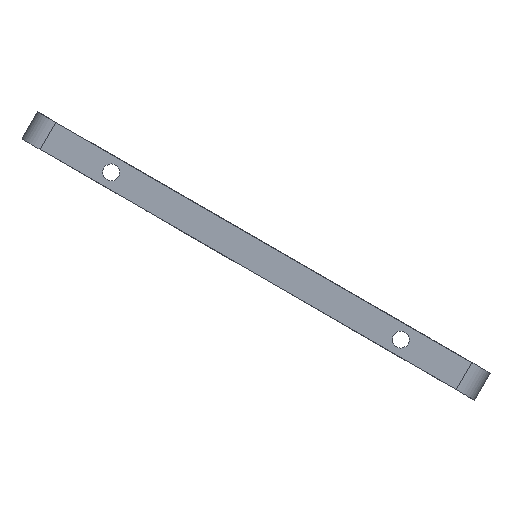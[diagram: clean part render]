
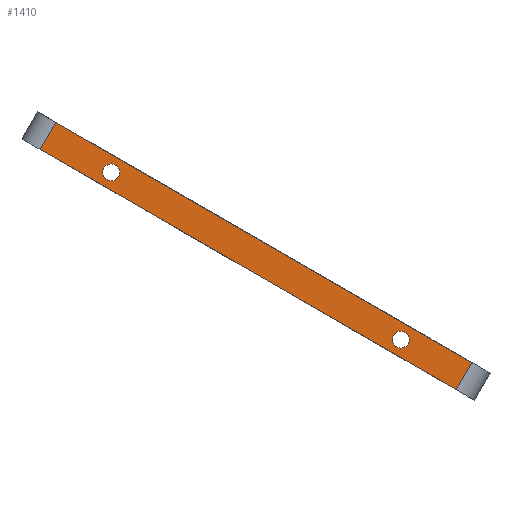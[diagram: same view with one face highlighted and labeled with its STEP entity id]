
A CAD part, front view. The second image highlights one B-rep face of the part: STEP entity #1410.
In plain terms, the highlighted planar face has unit normal (0, -1, 0).
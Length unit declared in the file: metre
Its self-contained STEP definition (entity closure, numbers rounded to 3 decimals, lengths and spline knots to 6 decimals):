
#53=LINE('',#2069,#217);
#72=LINE('',#2118,#236);
#94=LINE('',#2177,#258);
#95=LINE('',#2178,#259);
#217=VECTOR('',#1661,1.);
#236=VECTOR('',#1694,1.);
#258=VECTOR('',#1736,1.);
#259=VECTOR('',#1737,1.);
#343=PLANE('',#1517);
#509=ORIENTED_EDGE('',*,*,#837,.F.);
#510=ORIENTED_EDGE('',*,*,#890,.T.);
#511=ORIENTED_EDGE('',*,*,#861,.T.);
#512=ORIENTED_EDGE('',*,*,#891,.T.);
#513=ORIENTED_EDGE('',*,*,#892,.F.);
#514=ORIENTED_EDGE('',*,*,#885,.T.);
#837=EDGE_CURVE('',#1031,#1032,#53,.T.);
#861=EDGE_CURVE('',#1055,#1056,#72,.T.);
#885=EDGE_CURVE('',#1079,#1079,#1135,.T.);
#890=EDGE_CURVE('',#1031,#1055,#94,.F.);
#891=EDGE_CURVE('',#1056,#1032,#95,.T.);
#892=EDGE_CURVE('',#1082,#1082,#1138,.F.);
#1031=VERTEX_POINT('',#2068);
#1032=VERTEX_POINT('',#2070);
#1055=VERTEX_POINT('',#2119);
#1056=VERTEX_POINT('',#2120);
#1079=VERTEX_POINT('',#2168);
#1082=VERTEX_POINT('',#2180);
#1135=CIRCLE('',#1513,0.001625);
#1138=CIRCLE('',#1518,0.001625);
#1184=EDGE_LOOP('',(#509,#510,#511,#512));
#1185=EDGE_LOOP('',(#513));
#1186=EDGE_LOOP('',(#514));
#1304=FACE_BOUND('',#1184,.T.);
#1305=FACE_BOUND('',#1185,.T.);
#1306=FACE_BOUND('',#1186,.T.);
#1410=ADVANCED_FACE('',(#1304,#1305,#1306),#343,.F.);
#1513=AXIS2_PLACEMENT_3D('',#2167,#1724,#1725);
#1517=AXIS2_PLACEMENT_3D('',#2176,#1734,#1735);
#1518=AXIS2_PLACEMENT_3D('',#2179,#1738,#1739);
#1661=DIRECTION('',(-0.866,0.,0.5));
#1694=DIRECTION('',(-0.866,0.,0.5));
#1724=DIRECTION('',(0.,1.,0.));
#1725=DIRECTION('',(0.,0.,1.));
#1734=DIRECTION('',(0.,1.,0.));
#1735=DIRECTION('',(-1.,0.,0.));
#1736=DIRECTION('',(-0.5,0.,-0.866));
#1737=DIRECTION('',(-0.5,0.,-0.866));
#1738=DIRECTION('',(0.,1.,0.));
#1739=DIRECTION('',(0.,0.,1.));
#2068=CARTESIAN_POINT('',(0.092837,-0.038,0.062037));
#2069=CARTESIAN_POINT('',(0.053,-0.038,0.085037));
#2070=CARTESIAN_POINT('',(0.013163,-0.038,0.108037));
#2118=CARTESIAN_POINT('',(0.056,-0.038,0.090233));
#2119=CARTESIAN_POINT('',(0.095837,-0.038,0.067233));
#2120=CARTESIAN_POINT('',(0.016163,-0.038,0.113233));
#2167=CARTESIAN_POINT('',(0.082213,-0.038,0.071635));
#2168=CARTESIAN_POINT('',(0.082213,-0.038,0.07326));
#2176=CARTESIAN_POINT('',(0.0545,-0.038,0.081948));
#2177=CARTESIAN_POINT('',(0.091875,-0.038,0.060369));
#2178=CARTESIAN_POINT('',(0.013163,-0.038,0.108037));
#2179=CARTESIAN_POINT('',(0.026787,-0.038,0.103635));
#2180=CARTESIAN_POINT('',(0.026787,-0.038,0.10526));
